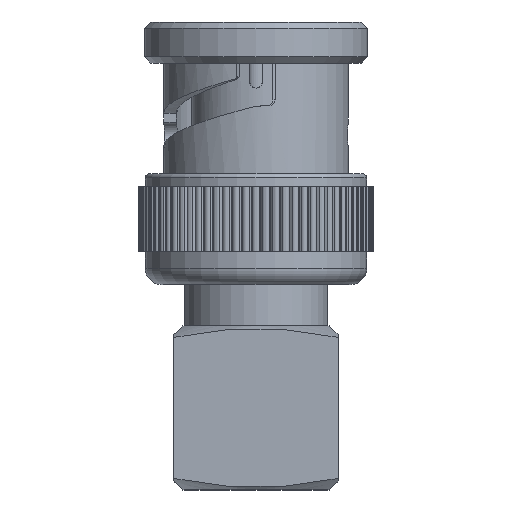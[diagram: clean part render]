
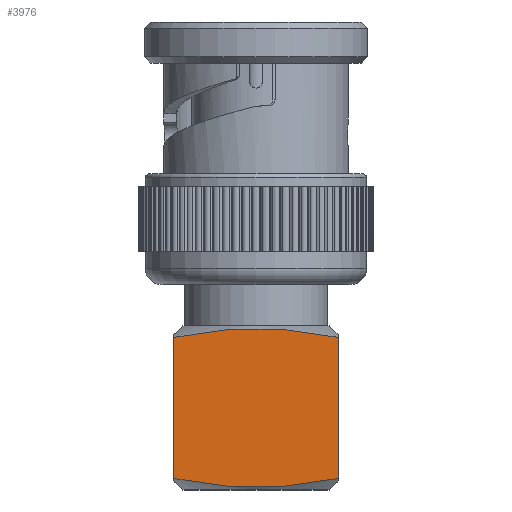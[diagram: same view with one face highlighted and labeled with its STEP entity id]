
A CAD part, left-side view. The second image highlights one B-rep face of the part: STEP entity #3976.
In plain terms, the highlighted face is planar.
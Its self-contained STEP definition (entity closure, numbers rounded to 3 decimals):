
#825 = LINE ( 'NONE', #8609, #4738 ) ;
#1163 = CARTESIAN_POINT ( 'NONE',  ( -4.24, -5.08, -19.358 ) ) ;
#1298 = CARTESIAN_POINT ( 'NONE',  ( -5.08, -5.08, -19.518 ) ) ;
#1453 = CARTESIAN_POINT ( 'NONE',  ( 5.08, -5.08, -28.25 ) ) ;
#1507 = VECTOR ( 'NONE', #5410, 1000. ) ;
#1543 = ORIENTED_EDGE ( 'NONE', *, *, #11234, .T. ) ;
#1905 = CARTESIAN_POINT ( 'NONE',  ( 4.241, -5.08, -28.409 ) ) ;
#2350 = CARTESIAN_POINT ( 'NONE',  ( 5.08, -5.08, -28.964 ) ) ;
#2462 = CARTESIAN_POINT ( 'NONE',  ( -0.855, -5.08, -18.954 ) ) ;
#2541 = B_SPLINE_CURVE_WITH_KNOTS ( 'NONE', 3,
 ( #14030, #8504, #12938, #6821, #9082, #2462, #7987, #4721, #1163, #1298 ),
 .UNSPECIFIED., .F., .F.,
 ( 4, 2, 2, 2, 4 ),
 ( 0.018, 0.02, 0.023, 0.025, 0.028 ),
 .UNSPECIFIED. ) ;
#3009 = CARTESIAN_POINT ( 'NONE',  ( -1.702, -5.08, -28.754 ) ) ;
#3078 = CARTESIAN_POINT ( 'NONE',  ( -4.24, -5.08, -28.41 ) ) ;
#3448 = FACE_OUTER_BOUND ( 'NONE', #8840, .T. ) ;
#3498 = CARTESIAN_POINT ( 'NONE',  ( 5.08, -5.08, -19.518 ) ) ;
#3911 = ORIENTED_EDGE ( 'NONE', *, *, #5138, .T. ) ;
#3976 = ADVANCED_FACE ( 'NONE', ( #3448 ), #7874, .F. ) ;
#4173 = CARTESIAN_POINT ( 'NONE',  ( 3.396, -5.08, -28.551 ) ) ;
#4281 = ORIENTED_EDGE ( 'NONE', *, *, #10285, .F. ) ;
#4721 = CARTESIAN_POINT ( 'NONE',  ( -3.394, -5.08, -19.217 ) ) ;
#4738 = VECTOR ( 'NONE', #10837, 1000. ) ;
#4743 = DIRECTION ( 'NONE',  ( 0., 0., 1. ) ) ;
#4915 = CARTESIAN_POINT ( 'NONE',  ( -5.08, -5.08, -19.518 ) ) ;
#5138 = EDGE_CURVE ( 'NONE', #7604, #11168, #2541, .T. ) ;
#5410 = DIRECTION ( 'NONE',  ( 0., 0., 1. ) ) ;
#5632 = ORIENTED_EDGE ( 'NONE', *, *, #13953, .T. ) ;
#6288 = CARTESIAN_POINT ( 'NONE',  ( 5.08, -5.08, -28.964 ) ) ;
#6821 = CARTESIAN_POINT ( 'NONE',  ( 1.693, -5.08, -19.013 ) ) ;
#7090 = CARTESIAN_POINT ( 'NONE',  ( 0.843, -5.08, -28.815 ) ) ;
#7604 = VERTEX_POINT ( 'NONE', #3498 ) ;
#7673 = CARTESIAN_POINT ( 'NONE',  ( -5.08, -5.08, -28.25 ) ) ;
#7852 = B_SPLINE_CURVE_WITH_KNOTS ( 'NONE', 3,
 ( #9687, #3078, #14123, #3009, #11911, #7090, #9544, #4173, #1905, #8596 ),
 .UNSPECIFIED., .F., .F.,
 ( 4, 2, 2, 2, 4 ),
 ( 0.005, 0.008, 0.011, 0.013, 0.016 ),
 .UNSPECIFIED. ) ;
#7874 = PLANE ( 'NONE',  #10677 ) ;
#7987 = CARTESIAN_POINT ( 'NONE',  ( -1.702, -5.08, -19.014 ) ) ;
#8504 = CARTESIAN_POINT ( 'NONE',  ( 4.241, -5.08, -19.359 ) ) ;
#8596 = CARTESIAN_POINT ( 'NONE',  ( 5.08, -5.08, -28.25 ) ) ;
#8609 = CARTESIAN_POINT ( 'NONE',  ( -5.08, -5.08, -28.964 ) ) ;
#8803 = VERTEX_POINT ( 'NONE', #7673 ) ;
#8840 = EDGE_LOOP ( 'NONE', ( #1543, #3911, #4281, #5632 ) ) ;
#9082 = CARTESIAN_POINT ( 'NONE',  ( 0.843, -5.08, -18.953 ) ) ;
#9544 = CARTESIAN_POINT ( 'NONE',  ( 1.693, -5.08, -28.755 ) ) ;
#9687 = CARTESIAN_POINT ( 'NONE',  ( -5.08, -5.08, -28.25 ) ) ;
#10285 = EDGE_CURVE ( 'NONE', #8803, #11168, #825, .T. ) ;
#10677 = AXIS2_PLACEMENT_3D ( 'NONE', #2350, #13826, #4743 ) ;
#10837 = DIRECTION ( 'NONE',  ( 0., 0., 1. ) ) ;
#10919 = LINE ( 'NONE', #6288, #1507 ) ;
#11168 = VERTEX_POINT ( 'NONE', #4915 ) ;
#11234 = EDGE_CURVE ( 'NONE', #14233, #7604, #10919, .T. ) ;
#11911 = CARTESIAN_POINT ( 'NONE',  ( -0.855, -5.08, -28.814 ) ) ;
#12938 = CARTESIAN_POINT ( 'NONE',  ( 3.396, -5.08, -19.217 ) ) ;
#13826 = DIRECTION ( 'NONE',  ( 0., 1., 0. ) ) ;
#13953 = EDGE_CURVE ( 'NONE', #8803, #14233, #7852, .T. ) ;
#14030 = CARTESIAN_POINT ( 'NONE',  ( 5.08, -5.08, -19.518 ) ) ;
#14123 = CARTESIAN_POINT ( 'NONE',  ( -3.394, -5.08, -28.551 ) ) ;
#14233 = VERTEX_POINT ( 'NONE', #1453 ) ;
